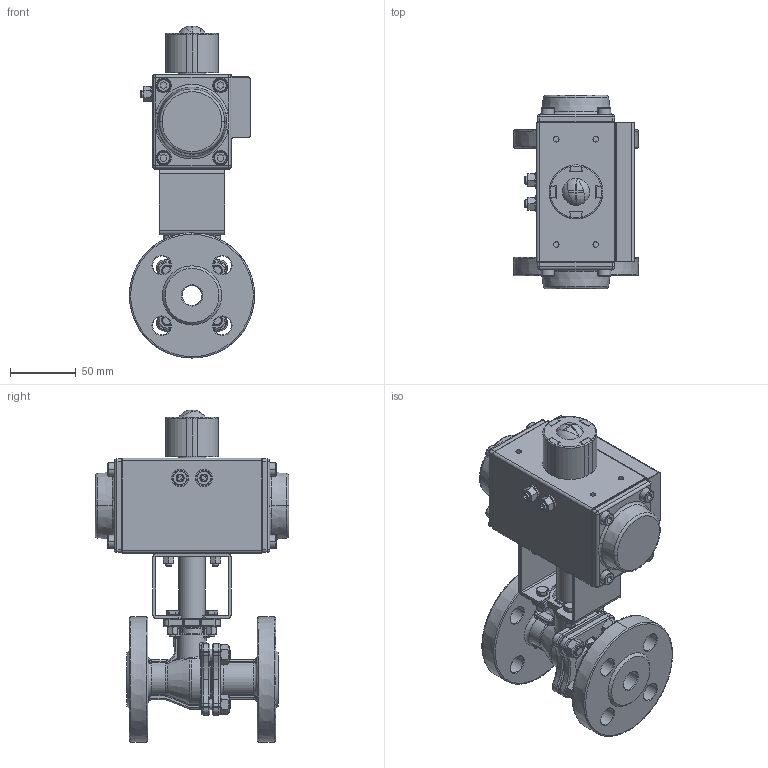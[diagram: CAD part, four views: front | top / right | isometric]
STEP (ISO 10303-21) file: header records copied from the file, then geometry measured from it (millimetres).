
FILE_DESCRIPTION(('HOOPS Exchange Step'),'2;1');
FILE_NAME('PK0501_DN15.stp','2025-04-11T14:00:46+02:00',('nieru'),('Unknown organisation'),'HOOPS Exchange 2024.2','HOOPS Exchange','Unknown authorisation');
FILE_SCHEMA( ('AP203_CONFIGURATION_CONTROLLED_3D_DESIGN_OF_MECHANICAL_PARTS_AND_ASSEMBLIES_MIM_LF') );
Length unit declared in the file: millimetre
Products named in the file (8): 0; root
Assembly tree (7 placements, depth 4):
  root
    0
      0
        0
        0
        0
      0
      0
Bounding box: 95 x 147 x 252.15 mm (x, y, z)
Volume: 738446.8 mm3; surface area: 210447.6 mm2
Topology: 57 solids, 57 shells, 1911 faces, 4706 edges, 2907 vertices
Faces by surface type: plane 703, cylinder 519, cone 260, torus 219, bspline 160, sphere 50
Full cylindrical faces by diameter (mm): 4.11 x8, 4.6 x8, 4.922 x1, 5 x1, 6 x4, 8 x16, 10.106 x3, 12.5 x1, 14 x8, 15 x1, 16 x1, 20 x2, 22 x1, 26 x1, 36 x1
Entity records: 85101 total; most frequent: CARTESIAN_POINT 40660, ORIENTED_EDGE 9288, DIRECTION 9076, EDGE_CURVE 4644, AXIS2_PLACEMENT_3D 3547, VERTEX_POINT 2917, EDGE_LOOP 2127, FACE_BOUND 2127
